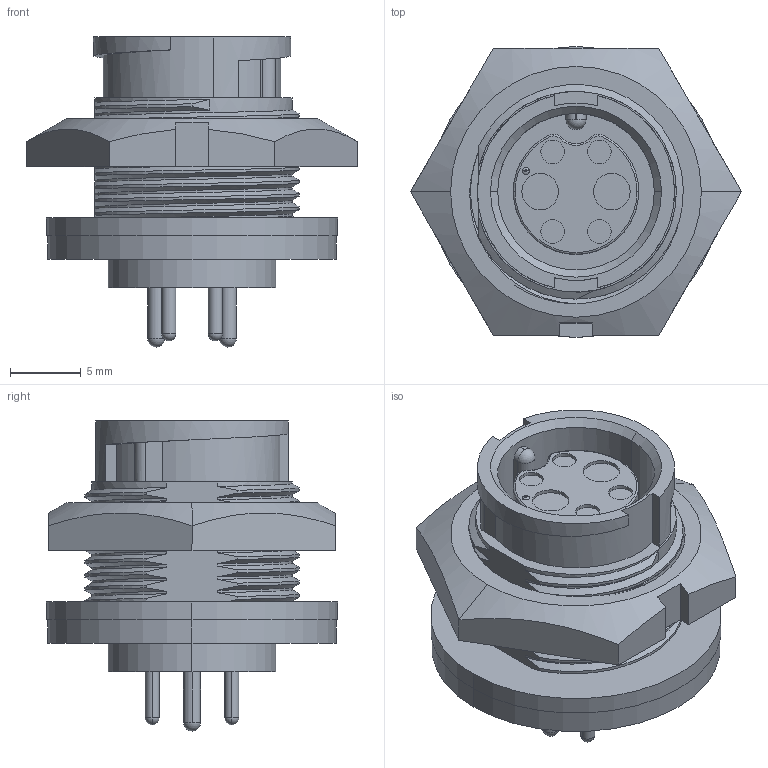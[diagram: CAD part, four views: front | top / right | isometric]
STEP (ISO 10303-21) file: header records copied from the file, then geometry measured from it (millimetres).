
FILE_DESCRIPTION (( 'STEP AP203' ), '1' );
FILE_NAME ('W7C81-6SG-300.STEP', '2017-02-23T20:42:42', ( '' ), ( '' ), 'SwSTEP 2.0', 'SolidWorks 2014', '' );
FILE_SCHEMA (( 'CONFIG_CONTROL_DESIGN' ));
Length unit declared in the file: inch
Products named in the file (2): W7C81-6SG-300
Bounding box: 23.46 x 20.62 x 21.97 mm (x, y, z)
Volume: 3290.6 mm3; surface area: 3117.6 mm2
Topology: 2 solids, 2 shells, 272 faces, 706 edges, 464 vertices
Faces by surface type: cylinder 90, plane 90, bspline 69, torus 17, cone 4, sphere 2
Entity records: 17155 total; most frequent: CARTESIAN_POINT 11011, ORIENTED_EDGE 1400, DIRECTION 1017, EDGE_CURVE 700, VERTEX_POINT 460, AXIS2_PLACEMENT_3D 351, VECTOR 315, LINE 315
